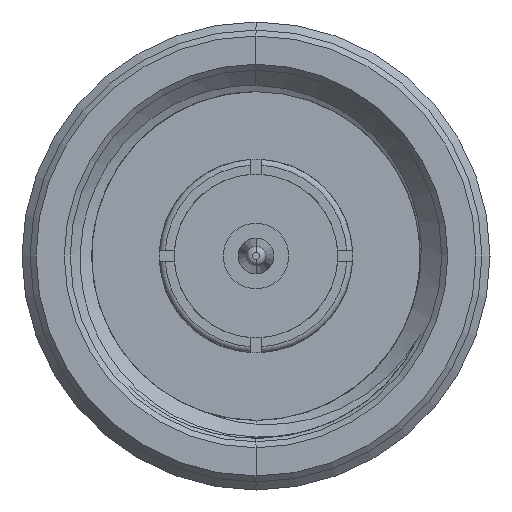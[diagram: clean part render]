
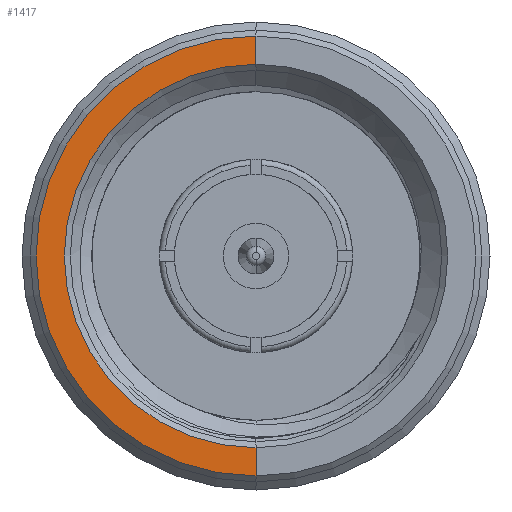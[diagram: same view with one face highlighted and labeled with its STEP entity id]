
A CAD part, left-side view. The second image highlights one B-rep face of the part: STEP entity #1417.
In plain terms, the highlighted conical face has half-angle 89.912 degrees and reference radius 9.4 mm.
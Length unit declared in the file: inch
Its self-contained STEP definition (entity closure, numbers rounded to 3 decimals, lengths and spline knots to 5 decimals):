
#88 = CIRCLE ( 'NONE', #2743, 0.32256 ) ;
#192 = DIRECTION ( 'NONE',  ( 0.002, 0., 1. ) ) ;
#273 = CARTESIAN_POINT ( 'NONE',  ( -1.23966, 0., 0.32256 ) ) ;
#510 = ORIENTED_EDGE ( 'NONE', *, *, #2524, .T. ) ;
#775 = CARTESIAN_POINT ( 'NONE',  ( -1.23959, 0., 0.37009 ) ) ;
#986 = VECTOR ( 'NONE', #8147, 39.37008 ) ;
#1058 = VERTEX_POINT ( 'NONE', #4019 ) ;
#1349 = LINE ( 'NONE', #775, #2866 ) ;
#1417 = ADVANCED_FACE ( 'NONE', ( #1801 ), #4557, .T. ) ;
#1701 = VERTEX_POINT ( 'NONE', #1832 ) ;
#1801 = FACE_OUTER_BOUND ( 'NONE', #2989, .T. ) ;
#1832 = CARTESIAN_POINT ( 'NONE',  ( -1.23959, 0., -0.37009 ) ) ;
#2379 = CARTESIAN_POINT ( 'NONE',  ( -1.23959, 0., 0. ) ) ;
#2504 = ORIENTED_EDGE ( 'NONE', *, *, #7702, .F. ) ;
#2524 = EDGE_CURVE ( 'NONE', #6415, #4372, #1349, .T. ) ;
#2743 = AXIS2_PLACEMENT_3D ( 'NONE', #4611, #4777, #6597 ) ;
#2866 = VECTOR ( 'NONE', #192, 39.37008 ) ;
#2989 = EDGE_LOOP ( 'NONE', ( #2504, #510, #5853, #3108 ) ) ;
#3034 = DIRECTION ( 'NONE',  ( 0., 0., 1. ) ) ;
#3108 = ORIENTED_EDGE ( 'NONE', *, *, #6065, .F. ) ;
#3400 = CIRCLE ( 'NONE', #5123, 0.37009 ) ;
#3641 = AXIS2_PLACEMENT_3D ( 'NONE', #2379, #4866, #5579 ) ;
#4019 = CARTESIAN_POINT ( 'NONE',  ( -1.23966, 0., -0.32256 ) ) ;
#4203 = CARTESIAN_POINT ( 'NONE',  ( -1.23959, 0., 0. ) ) ;
#4254 = CARTESIAN_POINT ( 'NONE',  ( -1.23959, 0., -0.37009 ) ) ;
#4372 = VERTEX_POINT ( 'NONE', #7809 ) ;
#4557 = CONICAL_SURFACE ( 'NONE', #3641, 0.37009, 1.569 ) ;
#4611 = CARTESIAN_POINT ( 'NONE',  ( -1.23966, 0., 0. ) ) ;
#4777 = DIRECTION ( 'NONE',  ( -1., 0., 0. ) ) ;
#4866 = DIRECTION ( 'NONE',  ( 1., 0., 0. ) ) ;
#5123 = AXIS2_PLACEMENT_3D ( 'NONE', #4203, #6726, #3034 ) ;
#5579 = DIRECTION ( 'NONE',  ( 0., 0., -1. ) ) ;
#5853 = ORIENTED_EDGE ( 'NONE', *, *, #7929, .T. ) ;
#6065 = EDGE_CURVE ( 'NONE', #1058, #1701, #6202, .T. ) ;
#6202 = LINE ( 'NONE', #4254, #986 ) ;
#6415 = VERTEX_POINT ( 'NONE', #273 ) ;
#6597 = DIRECTION ( 'NONE',  ( 0., 0., 1. ) ) ;
#6726 = DIRECTION ( 'NONE',  ( -1., 0., 0. ) ) ;
#7702 = EDGE_CURVE ( 'NONE', #6415, #1058, #88, .T. ) ;
#7809 = CARTESIAN_POINT ( 'NONE',  ( -1.23959, 0., 0.37009 ) ) ;
#7929 = EDGE_CURVE ( 'NONE', #4372, #1701, #3400, .T. ) ;
#8147 = DIRECTION ( 'NONE',  ( 0.002, 0., -1. ) ) ;
